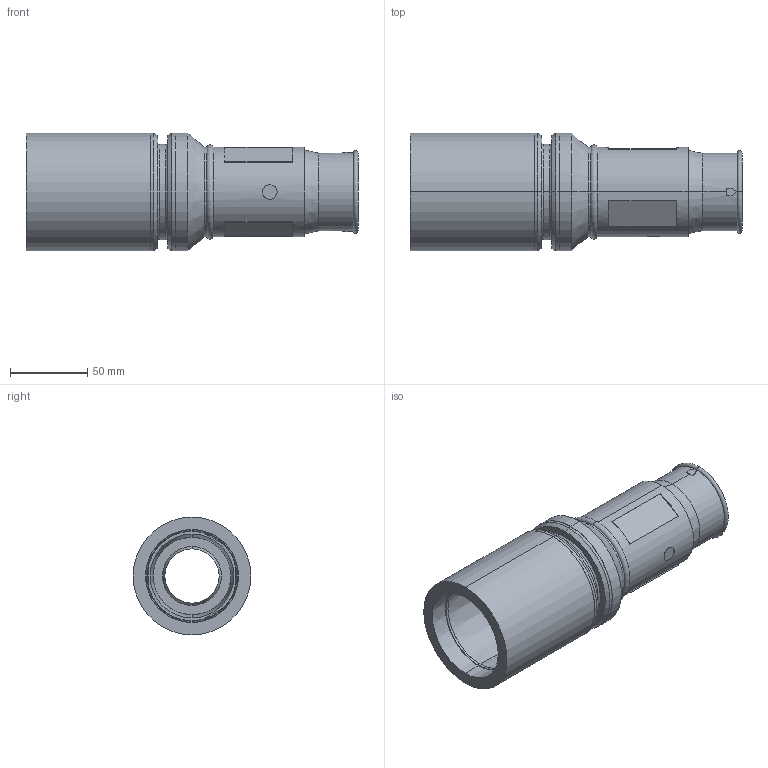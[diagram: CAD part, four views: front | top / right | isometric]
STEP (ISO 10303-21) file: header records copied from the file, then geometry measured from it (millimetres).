
FILE_DESCRIPTION (( 'STEP AP214' ), '1' );
FILE_NAME ('CATSTD-49FSL-XXX.STEP', '2022-03-02T18:10:38', ( '' ), ( '' ), 'SwSTEP 2.0', 'SolidWorks 2020', '' );
FILE_SCHEMA (( 'AUTOMOTIVE_DESIGN' ));
Length unit declared in the file: inch
Products named in the file (1): CATSTD-49FSL-XXX
Bounding box: 214.88 x 76.2 x 76.2 mm (x, y, z)
Surface area: 67053.8 mm2 (no closed solid volume)
Topology: 0 solids, 2 shells, 94 faces, 208 edges, 126 vertices
Faces by surface type: plane 48, cylinder 24, cone 18, torus 4
Entity records: 3888 total; most frequent: CARTESIAN_POINT 507, DIRECTION 484, ORIENTED_EDGE 408, EDGE_CURVE 208, AXIS2_PLACEMENT_3D 187, VERTEX_POINT 126, LINE 110, VECTOR 110
